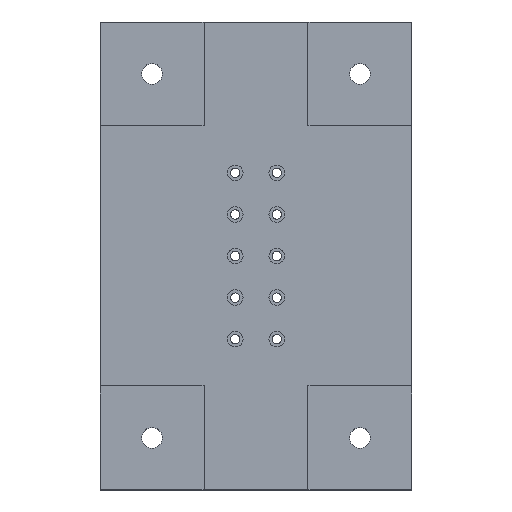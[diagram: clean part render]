
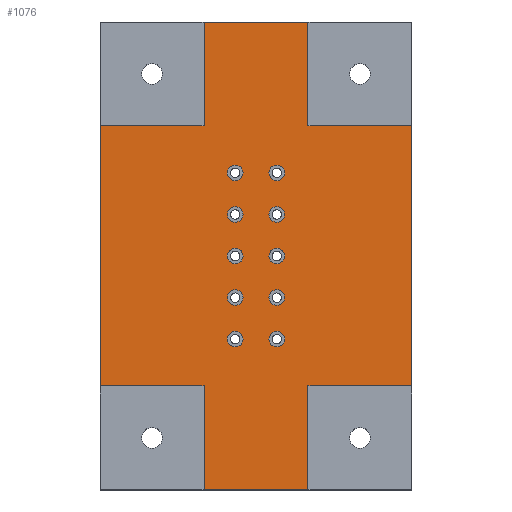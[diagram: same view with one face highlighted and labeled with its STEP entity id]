
A CAD part, top view. The second image highlights one B-rep face of the part: STEP entity #1076.
In plain terms, the highlighted planar face has unit normal (0, 0, 1).
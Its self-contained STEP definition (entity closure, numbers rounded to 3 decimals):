
#140=CARTESIAN_POINT('',(27.5,40.,20.0));
#141=VERTEX_POINT('',#140);
#142=CARTESIAN_POINT('',(20.,40.,20.0));
#143=DIRECTION('',(0.0,0.0,-1.0));
#144=DIRECTION('',(1.0,0.0,0.0));
#145=AXIS2_PLACEMENT_3D('',#142,#143,#144);
#146=CIRCLE('',#145,7.5);
#147=EDGE_CURVE('',#141,#141,#146,.T.);
#208=CARTESIAN_POINT('',(27.5,0.,20.0));
#209=VERTEX_POINT('',#208);
#210=CARTESIAN_POINT('',(20.,0.,20.0));
#211=DIRECTION('',(0.0,0.0,-1.0));
#212=DIRECTION('',(1.0,0.0,0.0));
#213=AXIS2_PLACEMENT_3D('',#210,#211,#212);
#214=CIRCLE('',#213,7.5);
#215=EDGE_CURVE('',#209,#209,#214,.T.);
#276=CARTESIAN_POINT('',(27.5,-40.,20.0));
#277=VERTEX_POINT('',#276);
#278=CARTESIAN_POINT('',(20.,-40.,20.0));
#279=DIRECTION('',(0.0,0.0,-1.0));
#280=DIRECTION('',(1.0,0.0,0.0));
#281=AXIS2_PLACEMENT_3D('',#278,#279,#280);
#282=CIRCLE('',#281,7.5);
#283=EDGE_CURVE('',#277,#277,#282,.T.);
#344=CARTESIAN_POINT('',(27.5,-80.,20.0));
#345=VERTEX_POINT('',#344);
#346=CARTESIAN_POINT('',(20.,-80.,20.0));
#347=DIRECTION('',(0.0,0.0,-1.0));
#348=DIRECTION('',(1.0,0.0,0.0));
#349=AXIS2_PLACEMENT_3D('',#346,#347,#348);
#350=CIRCLE('',#349,7.5);
#351=EDGE_CURVE('',#345,#345,#350,.T.);
#412=CARTESIAN_POINT('',(-12.5,80.,20.0));
#413=VERTEX_POINT('',#412);
#414=CARTESIAN_POINT('',(-20.,80.,20.0));
#415=DIRECTION('',(0.0,0.0,-1.0));
#416=DIRECTION('',(1.0,0.0,0.0));
#417=AXIS2_PLACEMENT_3D('',#414,#415,#416);
#418=CIRCLE('',#417,7.5);
#419=EDGE_CURVE('',#413,#413,#418,.T.);
#480=CARTESIAN_POINT('',(-12.5,40.,20.0));
#481=VERTEX_POINT('',#480);
#482=CARTESIAN_POINT('',(-20.,40.,20.0));
#483=DIRECTION('',(0.0,0.0,-1.0));
#484=DIRECTION('',(1.0,0.0,0.0));
#485=AXIS2_PLACEMENT_3D('',#482,#483,#484);
#486=CIRCLE('',#485,7.5);
#487=EDGE_CURVE('',#481,#481,#486,.T.);
#548=CARTESIAN_POINT('',(-12.5,0.,20.0));
#549=VERTEX_POINT('',#548);
#550=CARTESIAN_POINT('',(-20.,0.,20.0));
#551=DIRECTION('',(0.0,0.0,-1.0));
#552=DIRECTION('',(1.0,0.0,0.0));
#553=AXIS2_PLACEMENT_3D('',#550,#551,#552);
#554=CIRCLE('',#553,7.5);
#555=EDGE_CURVE('',#549,#549,#554,.T.);
#616=CARTESIAN_POINT('',(-12.5,-40.,20.0));
#617=VERTEX_POINT('',#616);
#618=CARTESIAN_POINT('',(-20.,-40.,20.0));
#619=DIRECTION('',(0.0,0.0,-1.0));
#620=DIRECTION('',(1.0,0.0,0.0));
#621=AXIS2_PLACEMENT_3D('',#618,#619,#620);
#622=CIRCLE('',#621,7.5);
#623=EDGE_CURVE('',#617,#617,#622,.T.);
#684=CARTESIAN_POINT('',(27.5,80.,20.0));
#685=VERTEX_POINT('',#684);
#686=CARTESIAN_POINT('',(20.,80.,20.0));
#687=DIRECTION('',(0.0,0.0,-1.0));
#688=DIRECTION('',(1.0,0.0,0.0));
#689=AXIS2_PLACEMENT_3D('',#686,#687,#688);
#690=CIRCLE('',#689,7.5);
#691=EDGE_CURVE('',#685,#685,#690,.T.);
#752=CARTESIAN_POINT('',(-12.5,-80.,20.0));
#753=VERTEX_POINT('',#752);
#754=CARTESIAN_POINT('',(-20.,-80.,20.0));
#755=DIRECTION('',(0.0,0.0,-1.0));
#756=DIRECTION('',(1.0,0.0,0.0));
#757=AXIS2_PLACEMENT_3D('',#754,#755,#756);
#758=CIRCLE('',#757,7.5);
#759=EDGE_CURVE('',#753,#753,#758,.T.);
#803=CARTESIAN_POINT('',(115.188,-175.,20.0));
#804=VERTEX_POINT('',#803);
#805=CARTESIAN_POINT('',(100.,-175.,20.0));
#806=DIRECTION('',(0.0,0.0,-1.0));
#807=DIRECTION('',(1.0,0.0,0.0));
#808=AXIS2_PLACEMENT_3D('',#805,#806,#807);
#809=CIRCLE('',#808,15.188);
#810=EDGE_CURVE('',#804,#804,#809,.T.);
#831=CARTESIAN_POINT('',(-84.812,175.0,20.0));
#832=VERTEX_POINT('',#831);
#833=CARTESIAN_POINT('',(-100.,175.0,20.0));
#834=DIRECTION('',(0.0,0.0,-1.0));
#835=DIRECTION('',(1.0,0.0,0.0));
#836=AXIS2_PLACEMENT_3D('',#833,#834,#835);
#837=CIRCLE('',#836,15.188);
#838=EDGE_CURVE('',#832,#832,#837,.T.);
#859=CARTESIAN_POINT('',(115.188,175.,20.0));
#860=VERTEX_POINT('',#859);
#861=CARTESIAN_POINT('',(100.,175.,20.0));
#862=DIRECTION('',(0.0,0.0,-1.0));
#863=DIRECTION('',(1.0,0.0,0.0));
#864=AXIS2_PLACEMENT_3D('',#861,#862,#863);
#865=CIRCLE('',#864,15.188);
#866=EDGE_CURVE('',#860,#860,#865,.T.);
#887=CARTESIAN_POINT('',(-84.812,-175.0,20.0));
#888=VERTEX_POINT('',#887);
#889=CARTESIAN_POINT('',(-100.,-175.0,20.0));
#890=DIRECTION('',(0.0,0.0,-1.0));
#891=DIRECTION('',(1.0,0.0,0.0));
#892=AXIS2_PLACEMENT_3D('',#889,#890,#891);
#893=CIRCLE('',#892,15.188);
#894=EDGE_CURVE('',#888,#888,#893,.T.);
#904=CARTESIAN_POINT('',(-150.,-225.0,20.0));
#905=VERTEX_POINT('',#904);
#906=CARTESIAN_POINT('',(-150.,225.0,20.0));
#907=VERTEX_POINT('',#906);
#908=CARTESIAN_POINT('',(-150.,-225.0,20.0));
#909=DIRECTION('',(0.0,1.0,0.0));
#910=VECTOR('',#909,450.0);
#911=LINE('',#908,#910);
#912=EDGE_CURVE('',#905,#907,#911,.T.);
#944=CARTESIAN_POINT('',(150.,225.,20.0));
#945=VERTEX_POINT('',#944);
#946=CARTESIAN_POINT('',(-150.,225.0,20.0));
#947=DIRECTION('',(1.0,0.0,0.0));
#948=VECTOR('',#947,300.0);
#949=LINE('',#946,#948);
#950=EDGE_CURVE('',#907,#945,#949,.T.);
#975=CARTESIAN_POINT('',(150.,-225.,20.0));
#976=VERTEX_POINT('',#975);
#977=CARTESIAN_POINT('',(150.,225.,20.0));
#978=DIRECTION('',(0.0,-1.0,0.0));
#979=VECTOR('',#978,450.);
#980=LINE('',#977,#979);
#981=EDGE_CURVE('',#945,#976,#980,.T.);
#1006=CARTESIAN_POINT('',(150.,-225.,20.0));
#1007=DIRECTION('',(-1.0,0.0,0.0));
#1008=VECTOR('',#1007,300.0);
#1009=LINE('',#1006,#1008);
#1010=EDGE_CURVE('',#976,#905,#1009,.T.);
#1023=CARTESIAN_POINT('',(0.,0.,20.0));
#1024=DIRECTION('',(0.0,0.0,1.0));
#1025=DIRECTION('',(1.0,0.0,0.0));
#1026=AXIS2_PLACEMENT_3D('',#1023,#1024,#1025);
#1027=PLANE('',#1026);
#1028=ORIENTED_EDGE('',*,*,#912,.F.);
#1029=ORIENTED_EDGE('',*,*,#1010,.F.);
#1030=ORIENTED_EDGE('',*,*,#981,.F.);
#1031=ORIENTED_EDGE('',*,*,#950,.F.);
#1032=EDGE_LOOP('',(#1028,#1029,#1030,#1031));
#1033=FACE_OUTER_BOUND('',#1032,.T.);
#1034=ORIENTED_EDGE('',*,*,#147,.T.);
#1035=EDGE_LOOP('',(#1034));
#1036=FACE_BOUND('',#1035,.T.);
#1037=ORIENTED_EDGE('',*,*,#215,.T.);
#1038=EDGE_LOOP('',(#1037));
#1039=FACE_BOUND('',#1038,.T.);
#1040=ORIENTED_EDGE('',*,*,#283,.T.);
#1041=EDGE_LOOP('',(#1040));
#1042=FACE_BOUND('',#1041,.T.);
#1043=ORIENTED_EDGE('',*,*,#351,.T.);
#1044=EDGE_LOOP('',(#1043));
#1045=FACE_BOUND('',#1044,.T.);
#1046=ORIENTED_EDGE('',*,*,#419,.T.);
#1047=EDGE_LOOP('',(#1046));
#1048=FACE_BOUND('',#1047,.T.);
#1049=ORIENTED_EDGE('',*,*,#487,.T.);
#1050=EDGE_LOOP('',(#1049));
#1051=FACE_BOUND('',#1050,.T.);
#1052=ORIENTED_EDGE('',*,*,#555,.T.);
#1053=EDGE_LOOP('',(#1052));
#1054=FACE_BOUND('',#1053,.T.);
#1055=ORIENTED_EDGE('',*,*,#623,.T.);
#1056=EDGE_LOOP('',(#1055));
#1057=FACE_BOUND('',#1056,.T.);
#1058=ORIENTED_EDGE('',*,*,#691,.T.);
#1059=EDGE_LOOP('',(#1058));
#1060=FACE_BOUND('',#1059,.T.);
#1061=ORIENTED_EDGE('',*,*,#759,.T.);
#1062=EDGE_LOOP('',(#1061));
#1063=FACE_BOUND('',#1062,.T.);
#1064=ORIENTED_EDGE('',*,*,#810,.T.);
#1065=EDGE_LOOP('',(#1064));
#1066=FACE_BOUND('',#1065,.T.);
#1067=ORIENTED_EDGE('',*,*,#838,.T.);
#1068=EDGE_LOOP('',(#1067));
#1069=FACE_BOUND('',#1068,.T.);
#1070=ORIENTED_EDGE('',*,*,#866,.T.);
#1071=EDGE_LOOP('',(#1070));
#1072=FACE_BOUND('',#1071,.T.);
#1073=ORIENTED_EDGE('',*,*,#894,.T.);
#1074=EDGE_LOOP('',(#1073));
#1075=FACE_BOUND('',#1074,.T.);
#1076=ADVANCED_FACE('',(#1033,#1036,#1039,#1042,#1045,#1048,#1051,#1054,#1057,#1060,#1063,#1066,#1069,#1072,#1075),#1027,.T.);
